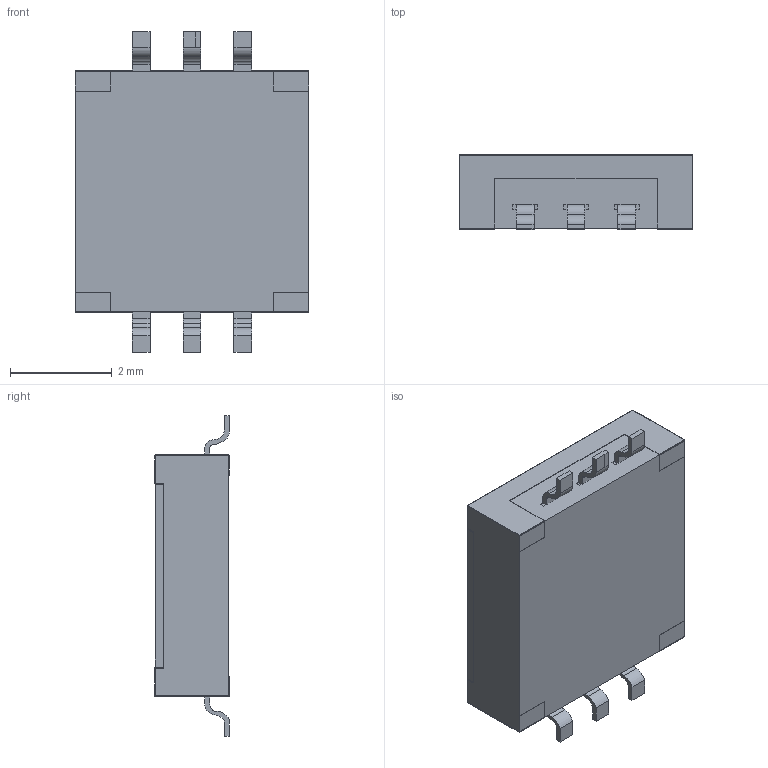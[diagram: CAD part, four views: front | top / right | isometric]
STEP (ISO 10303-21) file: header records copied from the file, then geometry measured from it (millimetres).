
FILE_DESCRIPTION(/* description */ (''),/* implementation_level */ '2;1');
FILE_NAME(/* name */ 'CVS-03B.step',/* time_stamp */ '2021-02-14T13:25:27-08:00',/* author */ (''),/* organization */ (''),/* preprocessor_version */ 'ST-DEVELOPER v18.1',/* originating_system */ 'Autodesk Translation Framework v9.7.1.1290',/* authorisation */ '');
FILE_SCHEMA (('AUTOMOTIVE_DESIGN { 1 0 10303 214 3 1 1 }'));
Length unit declared in the file: millimetre
Products named in the file (1): CVS-03B
Bounding box: 4.6 x 1.47 x 6.32 mm (x, y, z)
Volume: 29.7 mm3; surface area: 142.6 mm2
Topology: 17 solids, 17 shells, 374 faces, 877 edges, 554 vertices
Faces by surface type: plane 312, cylinder 62
Entity records: 10535 total; most frequent: CARTESIAN_POINT 1808, ORIENTED_EDGE 1754, DIRECTION 1738, EDGE_CURVE 877, LINE 764, VECTOR 764, VERTEX_POINT 554, AXIS2_PLACEMENT_3D 487
